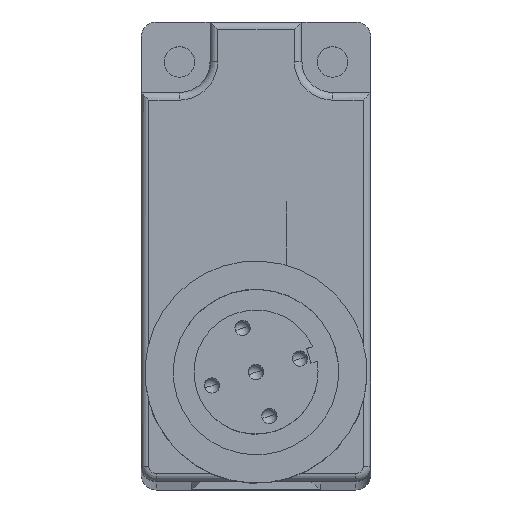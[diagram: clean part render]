
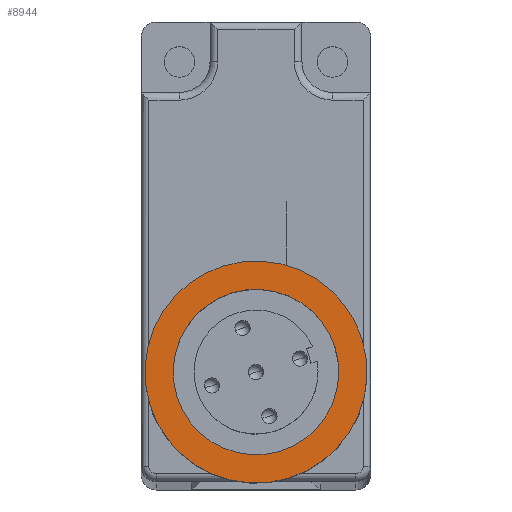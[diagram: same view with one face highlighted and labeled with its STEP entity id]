
A CAD part, top view. The second image highlights one B-rep face of the part: STEP entity #8944.
In plain terms, the highlighted face is planar.
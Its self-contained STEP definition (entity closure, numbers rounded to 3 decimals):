
#441 = ORIENTED_EDGE ( 'NONE', *, *, #5466, .T. ) ;
#712 = AXIS2_PLACEMENT_3D ( 'NONE', #4679, #10155, #5455 ) ;
#777 = CARTESIAN_POINT ( 'NONE',  ( 20.05, 0., 0. ) ) ;
#944 = DIRECTION ( 'NONE',  ( 1., 0., 0. ) ) ;
#1095 = VERTEX_POINT ( 'NONE', #7877 ) ;
#1246 = ORIENTED_EDGE ( 'NONE', *, *, #7216, .T. ) ;
#1571 = DIRECTION ( 'NONE',  ( 0., -1., 0. ) ) ;
#1777 = AXIS2_PLACEMENT_3D ( 'NONE', #8928, #4220, #9723 ) ;
#2195 = FACE_OUTER_BOUND ( 'NONE', #7217, .T. ) ;
#2378 = CIRCLE ( 'NONE', #7399, 5.4 ) ;
#2822 = CIRCLE ( 'NONE', #7698, 5.4 ) ;
#3192 = CARTESIAN_POINT ( 'NONE',  ( 20.05, 0., 0. ) ) ;
#3604 = CIRCLE ( 'NONE', #1777, 7.25 ) ;
#3745 = CARTESIAN_POINT ( 'NONE',  ( 20.05, -7.25, 0. ) ) ;
#3849 = CIRCLE ( 'NONE', #9009, 7.25 ) ;
#3990 = DIRECTION ( 'NONE',  ( 0., 0., 1. ) ) ;
#4220 = DIRECTION ( 'NONE',  ( -1., 0., 0. ) ) ;
#4663 = EDGE_LOOP ( 'NONE', ( #10018, #441 ) ) ;
#4679 = CARTESIAN_POINT ( 'NONE',  ( 20.05, 0., -7.25 ) ) ;
#5455 = DIRECTION ( 'NONE',  ( 0., 1., 0. ) ) ;
#5466 = EDGE_CURVE ( 'NONE', #1095, #8234, #2378, .T. ) ;
#5712 = CARTESIAN_POINT ( 'NONE',  ( 20.05, 0., 0. ) ) ;
#6334 = DIRECTION ( 'NONE',  ( -1., 0., 0. ) ) ;
#6342 = PLANE ( 'NONE',  #712 ) ;
#6450 = ORIENTED_EDGE ( 'NONE', *, *, #7686, .T. ) ;
#6514 = DIRECTION ( 'NONE',  ( 0., 0., 1. ) ) ;
#7216 = EDGE_CURVE ( 'NONE', #7406, #8128, #3604, .T. ) ;
#7217 = EDGE_LOOP ( 'NONE', ( #6450, #1246 ) ) ;
#7399 = AXIS2_PLACEMENT_3D ( 'NONE', #5712, #944, #6514 ) ;
#7406 = VERTEX_POINT ( 'NONE', #7610 ) ;
#7610 = CARTESIAN_POINT ( 'NONE',  ( 20.05, 7.25, 0. ) ) ;
#7686 = EDGE_CURVE ( 'NONE', #8128, #7406, #3849, .T. ) ;
#7698 = AXIS2_PLACEMENT_3D ( 'NONE', #3192, #8713, #3990 ) ;
#7791 = FACE_BOUND ( 'NONE', #4663, .T. ) ;
#7811 = CARTESIAN_POINT ( 'NONE',  ( 20.05, 0., 5.4 ) ) ;
#7877 = CARTESIAN_POINT ( 'NONE',  ( 20.05, 0., -5.4 ) ) ;
#8128 = VERTEX_POINT ( 'NONE', #3745 ) ;
#8234 = VERTEX_POINT ( 'NONE', #7811 ) ;
#8285 = EDGE_CURVE ( 'NONE', #8234, #1095, #2822, .T. ) ;
#8713 = DIRECTION ( 'NONE',  ( 1., 0., 0. ) ) ;
#8928 = CARTESIAN_POINT ( 'NONE',  ( 20.05, 0., 0. ) ) ;
#8944 = ADVANCED_FACE ( 'NONE', ( #7791, #2195 ), #6342, .F. ) ;
#9009 = AXIS2_PLACEMENT_3D ( 'NONE', #777, #6334, #1571 ) ;
#9723 = DIRECTION ( 'NONE',  ( 0., -1., 0. ) ) ;
#10018 = ORIENTED_EDGE ( 'NONE', *, *, #8285, .T. ) ;
#10155 = DIRECTION ( 'NONE',  ( 1., 0., 0. ) ) ;
